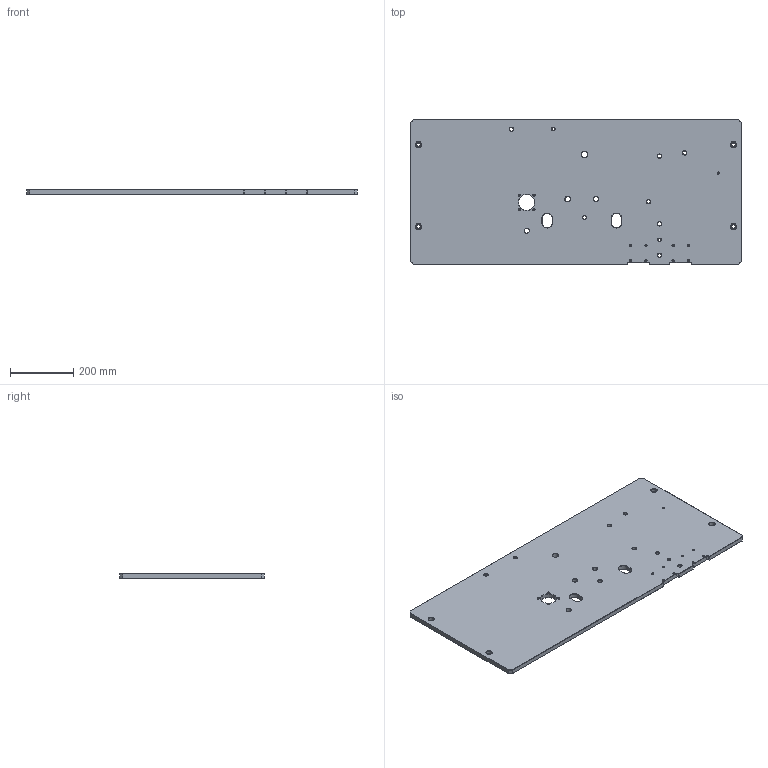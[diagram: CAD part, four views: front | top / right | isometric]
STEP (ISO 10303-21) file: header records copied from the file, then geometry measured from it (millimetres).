
FILE_DESCRIPTION (( 'STEP AP214' ), '1' );
FILE_NAME ('抸旂.130506.00.00.002.STEP', '2019-03-01T15:34:06', ( '' ), ( '' ), 'SwSTEP 2.0', 'SolidWorks 2018', '' );
FILE_SCHEMA (( 'AUTOMOTIVE_DESIGN' ));
Length unit declared in the file: millimetre
Products named in the file (2): 抸旂.130506.00.00.002
Bounding box: 1050 x 460 x 15 mm (x, y, z)
Volume: 7115283.2 mm3; surface area: 1010749.7 mm2
Topology: 1 solids, 1 shells, 274 faces, 634 edges, 366 vertices
Faces by surface type: cone 130, cylinder 78, plane 66
Entity records: 8175 total; most frequent: DIRECTION 1472, CARTESIAN_POINT 1276, ORIENTED_EDGE 1268, EDGE_CURVE 634, AXIS2_PLACEMENT_3D 562, VERTEX_POINT 366, VECTOR 348, LINE 348
